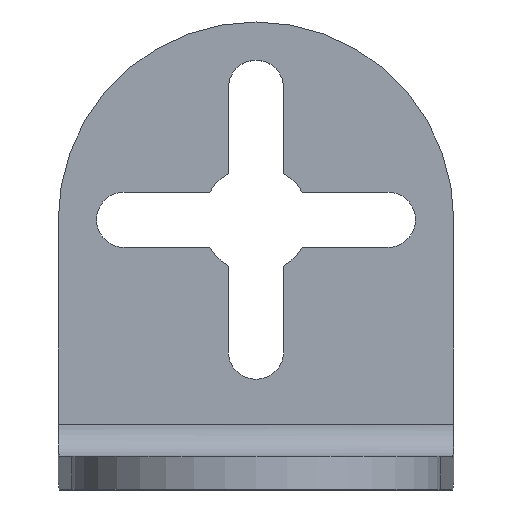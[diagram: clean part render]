
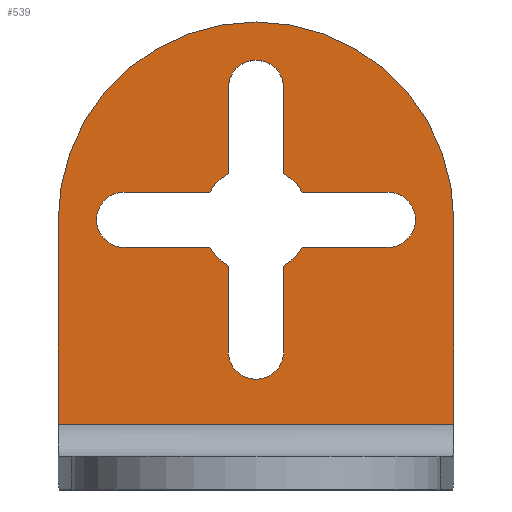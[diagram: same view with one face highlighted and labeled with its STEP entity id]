
A CAD part, top view. The second image highlights one B-rep face of the part: STEP entity #539.
In plain terms, the highlighted planar face has unit normal (0, 0, 1).
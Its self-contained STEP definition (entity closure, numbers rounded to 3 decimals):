
#35=FACE_BOUND('',#74,.T.);
#41=FACE_OUTER_BOUND('',#73,.T.);
#73=EDGE_LOOP('',(#399,#400,#401,#402));
#74=EDGE_LOOP('',(#403,#404,#405,#406,#407,#408,#409,#410,#411,#412,#413,
#414,#415,#416,#417,#418));
#114=CIRCLE('',#609,15.);
#115=CIRCLE('',#610,4.1);
#116=CIRCLE('',#611,2.1);
#117=CIRCLE('',#612,4.1);
#118=CIRCLE('',#613,2.1);
#119=CIRCLE('',#614,4.1);
#120=CIRCLE('',#615,2.1);
#121=CIRCLE('',#616,4.1);
#122=CIRCLE('',#617,2.1);
#127=LINE('',#829,#178);
#141=LINE('',#891,#192);
#142=LINE('',#893,#193);
#143=LINE('',#897,#194);
#144=LINE('',#901,#195);
#145=LINE('',#905,#196);
#146=LINE('',#909,#197);
#147=LINE('',#913,#198);
#148=LINE('',#917,#199);
#149=LINE('',#921,#200);
#150=LINE('',#925,#201);
#178=VECTOR('',#657,1000.);
#192=VECTOR('',#713,1000.);
#193=VECTOR('',#714,1000.);
#194=VECTOR('',#717,1000.);
#195=VECTOR('',#720,1000.);
#196=VECTOR('',#723,1000.);
#197=VECTOR('',#726,1000.);
#198=VECTOR('',#729,1000.);
#199=VECTOR('',#732,1000.);
#200=VECTOR('',#735,1000.);
#201=VECTOR('',#738,1000.);
#232=VERTEX_POINT('',#826);
#233=VERTEX_POINT('',#828);
#260=VERTEX_POINT('',#890);
#261=VERTEX_POINT('',#892);
#262=VERTEX_POINT('',#895);
#263=VERTEX_POINT('',#896);
#264=VERTEX_POINT('',#898);
#265=VERTEX_POINT('',#900);
#266=VERTEX_POINT('',#902);
#267=VERTEX_POINT('',#904);
#268=VERTEX_POINT('',#906);
#269=VERTEX_POINT('',#908);
#270=VERTEX_POINT('',#910);
#271=VERTEX_POINT('',#912);
#272=VERTEX_POINT('',#914);
#273=VERTEX_POINT('',#916);
#274=VERTEX_POINT('',#918);
#275=VERTEX_POINT('',#920);
#276=VERTEX_POINT('',#922);
#277=VERTEX_POINT('',#924);
#285=EDGE_CURVE('',#232,#233,#127,.T.);
#316=EDGE_CURVE('',#233,#260,#141,.T.);
#317=EDGE_CURVE('',#261,#232,#142,.T.);
#318=EDGE_CURVE('',#261,#260,#114,.T.);
#319=EDGE_CURVE('',#262,#263,#143,.T.);
#320=EDGE_CURVE('',#264,#262,#115,.T.);
#321=EDGE_CURVE('',#265,#264,#144,.T.);
#322=EDGE_CURVE('',#266,#265,#116,.T.);
#323=EDGE_CURVE('',#267,#266,#145,.T.);
#324=EDGE_CURVE('',#268,#267,#117,.T.);
#325=EDGE_CURVE('',#269,#268,#146,.T.);
#326=EDGE_CURVE('',#270,#269,#118,.T.);
#327=EDGE_CURVE('',#271,#270,#147,.T.);
#328=EDGE_CURVE('',#272,#271,#119,.T.);
#329=EDGE_CURVE('',#273,#272,#148,.T.);
#330=EDGE_CURVE('',#274,#273,#120,.T.);
#331=EDGE_CURVE('',#275,#274,#149,.T.);
#332=EDGE_CURVE('',#276,#275,#121,.T.);
#333=EDGE_CURVE('',#277,#276,#150,.T.);
#334=EDGE_CURVE('',#263,#277,#122,.T.);
#399=ORIENTED_EDGE('',*,*,#316,.F.);
#400=ORIENTED_EDGE('',*,*,#285,.F.);
#401=ORIENTED_EDGE('',*,*,#317,.F.);
#402=ORIENTED_EDGE('',*,*,#318,.T.);
#403=ORIENTED_EDGE('',*,*,#319,.F.);
#404=ORIENTED_EDGE('',*,*,#320,.F.);
#405=ORIENTED_EDGE('',*,*,#321,.F.);
#406=ORIENTED_EDGE('',*,*,#322,.F.);
#407=ORIENTED_EDGE('',*,*,#323,.F.);
#408=ORIENTED_EDGE('',*,*,#324,.F.);
#409=ORIENTED_EDGE('',*,*,#325,.F.);
#410=ORIENTED_EDGE('',*,*,#326,.F.);
#411=ORIENTED_EDGE('',*,*,#327,.F.);
#412=ORIENTED_EDGE('',*,*,#328,.F.);
#413=ORIENTED_EDGE('',*,*,#329,.F.);
#414=ORIENTED_EDGE('',*,*,#330,.F.);
#415=ORIENTED_EDGE('',*,*,#331,.F.);
#416=ORIENTED_EDGE('',*,*,#332,.F.);
#417=ORIENTED_EDGE('',*,*,#333,.F.);
#418=ORIENTED_EDGE('',*,*,#334,.F.);
#521=PLANE('',#608);
#539=ADVANCED_FACE('',(#41,#35),#521,.F.);
#608=AXIS2_PLACEMENT_3D('',#889,#711,#712);
#609=AXIS2_PLACEMENT_3D('',#894,#715,#716);
#610=AXIS2_PLACEMENT_3D('',#899,#718,#719);
#611=AXIS2_PLACEMENT_3D('',#903,#721,#722);
#612=AXIS2_PLACEMENT_3D('',#907,#724,#725);
#613=AXIS2_PLACEMENT_3D('',#911,#727,#728);
#614=AXIS2_PLACEMENT_3D('',#915,#730,#731);
#615=AXIS2_PLACEMENT_3D('',#919,#733,#734);
#616=AXIS2_PLACEMENT_3D('',#923,#736,#737);
#617=AXIS2_PLACEMENT_3D('',#926,#739,#740);
#657=DIRECTION('',(-1.,0.,0.));
#711=DIRECTION('center_axis',(0.,0.,-1.));
#712=DIRECTION('ref_axis',(-1.,0.,0.));
#713=DIRECTION('',(0.,1.,0.));
#714=DIRECTION('',(0.,-1.,0.));
#715=DIRECTION('center_axis',(0.,0.,1.));
#716=DIRECTION('ref_axis',(1.,0.,0.));
#717=DIRECTION('',(-1.,0.,0.));
#718=DIRECTION('center_axis',(0.,0.,1.));
#719=DIRECTION('ref_axis',(1.,0.,0.));
#720=DIRECTION('',(0.,-1.,0.));
#721=DIRECTION('center_axis',(0.,0.,1.));
#722=DIRECTION('ref_axis',(1.,0.,0.));
#723=DIRECTION('',(0.,1.,0.));
#724=DIRECTION('center_axis',(0.,0.,1.));
#725=DIRECTION('ref_axis',(1.,0.,0.));
#726=DIRECTION('',(-1.,0.,0.));
#727=DIRECTION('center_axis',(0.,0.,1.));
#728=DIRECTION('ref_axis',(1.,0.,0.));
#729=DIRECTION('',(1.,0.,0.));
#730=DIRECTION('center_axis',(0.,0.,1.));
#731=DIRECTION('ref_axis',(1.,0.,0.));
#732=DIRECTION('',(0.,1.,0.));
#733=DIRECTION('center_axis',(0.,0.,1.));
#734=DIRECTION('ref_axis',(1.,0.,0.));
#735=DIRECTION('',(0.,-1.,0.));
#736=DIRECTION('center_axis',(0.,0.,1.));
#737=DIRECTION('ref_axis',(1.,0.,0.));
#738=DIRECTION('',(1.,0.,0.));
#739=DIRECTION('center_axis',(0.,0.,1.));
#740=DIRECTION('ref_axis',(1.,0.,0.));
#826=CARTESIAN_POINT('',(15.,5.,2.5));
#828=CARTESIAN_POINT('',(-15.,5.,2.5));
#829=CARTESIAN_POINT('',(30.,5.,2.5));
#889=CARTESIAN_POINT('Origin',(30.,38.5,2.5));
#890=CARTESIAN_POINT('',(-15.,20.5,2.5));
#891=CARTESIAN_POINT('',(-15.,0.,2.5));
#892=CARTESIAN_POINT('',(15.,20.5,2.5));
#893=CARTESIAN_POINT('',(15.,20.5,2.5));
#894=CARTESIAN_POINT('Origin',(0.,20.5,2.5));
#895=CARTESIAN_POINT('',(-3.521,22.6,2.5));
#896=CARTESIAN_POINT('',(-10.,22.6,2.5));
#897=CARTESIAN_POINT('',(-3.521,22.6,2.5));
#898=CARTESIAN_POINT('',(-2.1,24.021,2.5));
#899=CARTESIAN_POINT('Origin',(0.,20.5,2.5));
#900=CARTESIAN_POINT('',(-2.1,30.5,2.5));
#901=CARTESIAN_POINT('',(-2.1,30.5,2.5));
#902=CARTESIAN_POINT('',(2.1,30.5,2.5));
#903=CARTESIAN_POINT('Origin',(0.,30.5,2.5));
#904=CARTESIAN_POINT('',(2.1,24.021,2.5));
#905=CARTESIAN_POINT('',(2.1,24.021,2.5));
#906=CARTESIAN_POINT('',(3.521,22.6,2.5));
#907=CARTESIAN_POINT('Origin',(0.,20.5,2.5));
#908=CARTESIAN_POINT('',(10.,22.6,2.5));
#909=CARTESIAN_POINT('',(10.,22.6,2.5));
#910=CARTESIAN_POINT('',(10.,18.4,2.5));
#911=CARTESIAN_POINT('Origin',(10.,20.5,2.5));
#912=CARTESIAN_POINT('',(3.521,18.4,2.5));
#913=CARTESIAN_POINT('',(3.521,18.4,2.5));
#914=CARTESIAN_POINT('',(2.1,16.979,2.5));
#915=CARTESIAN_POINT('Origin',(0.,20.5,2.5));
#916=CARTESIAN_POINT('',(2.1,10.5,2.5));
#917=CARTESIAN_POINT('',(2.1,10.5,2.5));
#918=CARTESIAN_POINT('',(-2.1,10.5,2.5));
#919=CARTESIAN_POINT('Origin',(0.,10.5,2.5));
#920=CARTESIAN_POINT('',(-2.1,16.979,2.5));
#921=CARTESIAN_POINT('',(-2.1,16.979,2.5));
#922=CARTESIAN_POINT('',(-3.521,18.4,2.5));
#923=CARTESIAN_POINT('Origin',(0.,20.5,2.5));
#924=CARTESIAN_POINT('',(-10.,18.4,2.5));
#925=CARTESIAN_POINT('',(-10.,18.4,2.5));
#926=CARTESIAN_POINT('Origin',(-10.,20.5,2.5));
